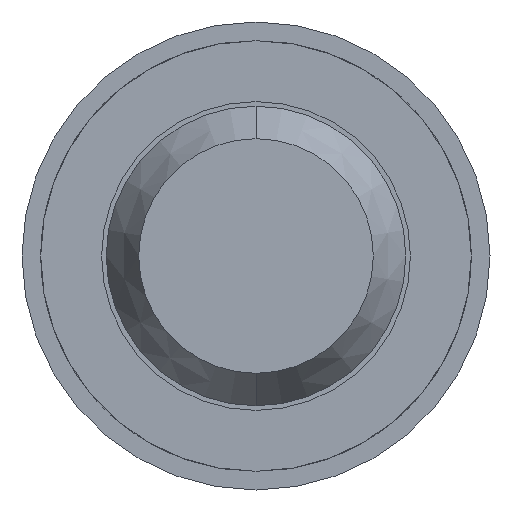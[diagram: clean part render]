
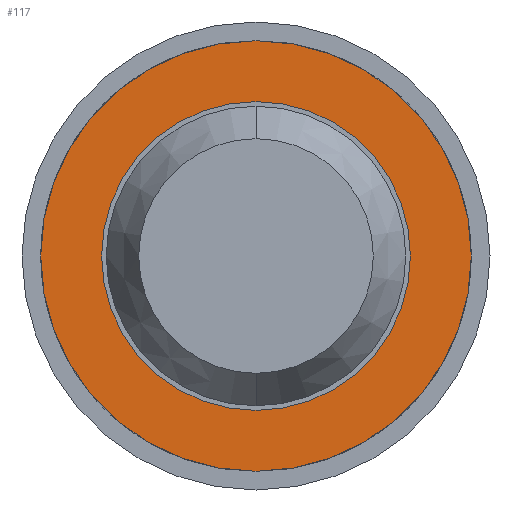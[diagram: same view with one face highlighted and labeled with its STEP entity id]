
A CAD part, front view. The second image highlights one B-rep face of the part: STEP entity #117.
In plain terms, the highlighted planar face has unit normal (0, -1, 0).
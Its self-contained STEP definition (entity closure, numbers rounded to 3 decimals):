
#117 = ADVANCED_FACE ( 'Defeature ausgef�hrt3_14', ( #3279, #3963 ), #4156, .F. ) ;
#151 = AXIS2_PLACEMENT_3D ( 'NONE', #4304, #230, #296 ) ;
#230 = DIRECTION ( 'NONE',  ( 0., 1., 0. ) ) ;
#296 = DIRECTION ( 'NONE',  ( 0., 0., 1. ) ) ;
#480 = EDGE_CURVE ( 'Defeature ausgef�hrt3_10+Defeature ausgef�hrt3_14+Defeature ausgef�hrt3_14+Defeature ausgef�hrt3_14', #4526, #3570, #4663, .T. ) ;
#629 = DIRECTION ( 'NONE',  ( 0., 0., 1. ) ) ;
#789 = CARTESIAN_POINT ( 'NONE',  ( 0.825, -1.7, 0. ) ) ;
#803 = VERTEX_POINT ( 'NONE', #1492 ) ;
#841 = DIRECTION ( 'NONE',  ( 0., 0., 1. ) ) ;
#902 = EDGE_CURVE ( 'Defeature ausgef�hrt3_14+Defeature ausgef�hrt3_13+Defeature ausgef�hrt3_13+Defeature ausgef�hrt3_13', #803, #4264, #1836, .T. ) ;
#1071 = EDGE_LOOP ( 'NONE', ( #2776, #2989 ) ) ;
#1172 = DIRECTION ( 'NONE',  ( 0., 1., 0. ) ) ;
#1320 = EDGE_LOOP ( 'NONE', ( #3176, #4145 ) ) ;
#1492 = CARTESIAN_POINT ( 'NONE',  ( 0., -1.7, 0.825 ) ) ;
#1643 = AXIS2_PLACEMENT_3D ( 'NONE', #4576, #3929, #4677 ) ;
#1836 = CIRCLE ( 'NONE', #151, 0.825 ) ;
#1856 = AXIS2_PLACEMENT_3D ( 'NONE', #2537, #4761, #629 ) ;
#2484 = CARTESIAN_POINT ( 'NONE',  ( 0., -1.7, 0. ) ) ;
#2537 = CARTESIAN_POINT ( 'NONE',  ( 0., -1.7, 0. ) ) ;
#2735 = CIRCLE ( 'NONE', #1856, 0.825 ) ;
#2757 = EDGE_CURVE ( 'Defeature ausgef�hrt3_10+Defeature ausgef�hrt3_14+Defeature ausgef�hrt3_14+Defeature ausgef�hrt3_14', #3570, #4526, #3100, .T. ) ;
#2766 = AXIS2_PLACEMENT_3D ( 'NONE', #2484, #3638, #4223 ) ;
#2776 = ORIENTED_EDGE ( 'NONE', *, *, #480, .F. ) ;
#2989 = ORIENTED_EDGE ( 'NONE', *, *, #2757, .F. ) ;
#3100 = CIRCLE ( 'NONE', #2766, 1.15 ) ;
#3176 = ORIENTED_EDGE ( 'NONE', *, *, #902, .T. ) ;
#3279 = FACE_OUTER_BOUND ( 'NONE', #1071, .T. ) ;
#3570 = VERTEX_POINT ( 'NONE', #3658 ) ;
#3638 = DIRECTION ( 'NONE',  ( 0., 1., 0. ) ) ;
#3658 = CARTESIAN_POINT ( 'NONE',  ( 0., -1.7, -1.15 ) ) ;
#3929 = DIRECTION ( 'NONE',  ( 0., 1., 0. ) ) ;
#3963 = FACE_BOUND ( 'NONE', #1320, .T. ) ;
#4083 = CARTESIAN_POINT ( 'NONE',  ( 0., -1.7, 1.15 ) ) ;
#4145 = ORIENTED_EDGE ( 'NONE', *, *, #4343, .T. ) ;
#4156 = PLANE ( 'NONE',  #4295 ) ;
#4213 = CARTESIAN_POINT ( 'NONE',  ( 0., -1.7, -0.825 ) ) ;
#4223 = DIRECTION ( 'NONE',  ( 0., 0., 1. ) ) ;
#4264 = VERTEX_POINT ( 'NONE', #4213 ) ;
#4295 = AXIS2_PLACEMENT_3D ( 'NONE', #789, #1172, #841 ) ;
#4304 = CARTESIAN_POINT ( 'NONE',  ( 0., -1.7, 0. ) ) ;
#4343 = EDGE_CURVE ( 'Defeature ausgef�hrt3_14+Defeature ausgef�hrt3_13+Defeature ausgef�hrt3_13+Defeature ausgef�hrt3_13', #4264, #803, #2735, .T. ) ;
#4526 = VERTEX_POINT ( 'NONE', #4083 ) ;
#4576 = CARTESIAN_POINT ( 'NONE',  ( 0., -1.7, 0. ) ) ;
#4663 = CIRCLE ( 'NONE', #1643, 1.15 ) ;
#4677 = DIRECTION ( 'NONE',  ( 0., 0., 1. ) ) ;
#4761 = DIRECTION ( 'NONE',  ( 0., 1., 0. ) ) ;
